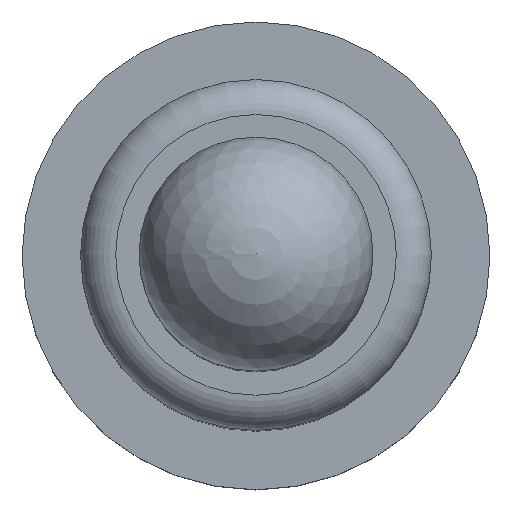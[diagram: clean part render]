
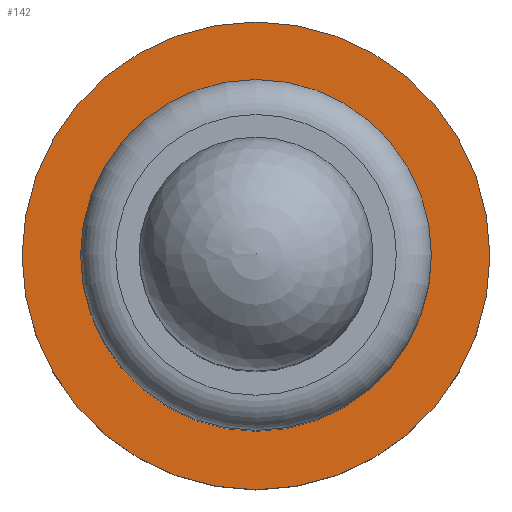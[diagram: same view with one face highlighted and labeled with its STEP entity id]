
A CAD part, top view. The second image highlights one B-rep face of the part: STEP entity #142.
In plain terms, the highlighted planar face has unit normal (0, 0, 1).
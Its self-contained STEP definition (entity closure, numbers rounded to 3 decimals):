
#18=FACE_BOUND('',#55,.T.);
#21=PLANE('',#178);
#42=FACE_OUTER_BOUND('',#54,.T.);
#54=EDGE_LOOP('',(#127));
#55=EDGE_LOOP('',(#128));
#62=CIRCLE('',#165,0.75);
#69=CIRCLE('',#177,1.);
#74=VERTEX_POINT('',#244);
#81=VERTEX_POINT('',#265);
#88=EDGE_CURVE('',#74,#74,#62,.T.);
#96=EDGE_CURVE('',#81,#81,#69,.T.);
#127=ORIENTED_EDGE('',*,*,#96,.T.);
#128=ORIENTED_EDGE('',*,*,#88,.T.);
#142=ADVANCED_FACE('',(#42,#18),#21,.T.);
#165=AXIS2_PLACEMENT_3D('',#246,#197,#198);
#177=AXIS2_PLACEMENT_3D('',#266,#222,#223);
#178=AXIS2_PLACEMENT_3D('',#268,#225,#226);
#197=DIRECTION('center_axis',(0.,0.,-1.));
#198=DIRECTION('ref_axis',(-1.,0.,0.));
#222=DIRECTION('center_axis',(0.,0.,1.));
#223=DIRECTION('ref_axis',(1.,0.,0.));
#225=DIRECTION('center_axis',(0.,0.,1.));
#226=DIRECTION('ref_axis',(1.,0.,0.));
#244=CARTESIAN_POINT('',(0.75,0.,0.5));
#246=CARTESIAN_POINT('Origin',(0.,0.,0.5));
#265=CARTESIAN_POINT('',(-1.,0.,0.5));
#266=CARTESIAN_POINT('Origin',(0.,0.,0.5));
#268=CARTESIAN_POINT('Origin',(0.,0.,0.5));
